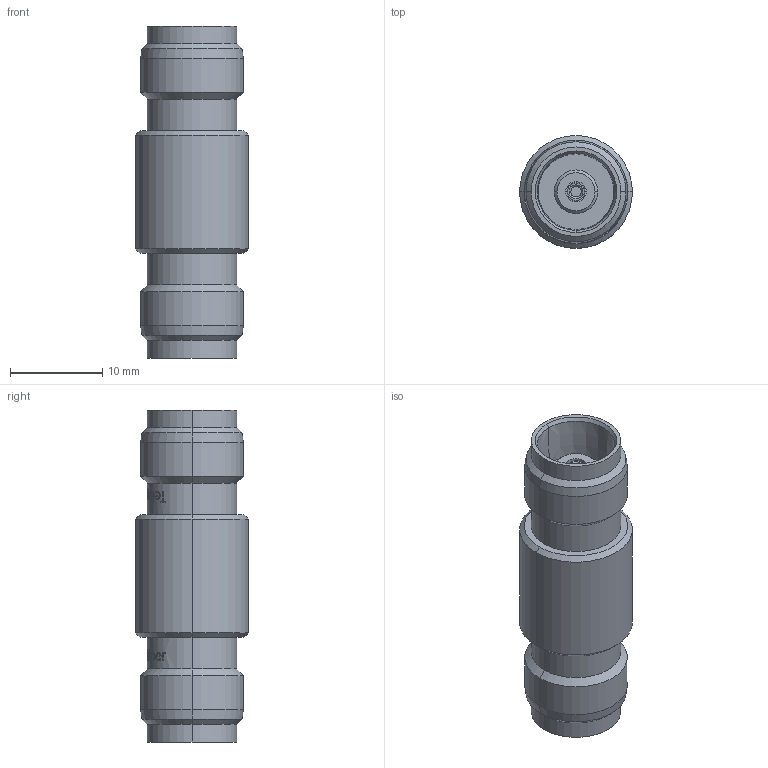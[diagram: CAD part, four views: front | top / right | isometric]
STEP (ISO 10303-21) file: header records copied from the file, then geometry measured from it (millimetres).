
FILE_DESCRIPTION (( 'STEP AP214' ), '1' );
FILE_NAME ('J01014A2618.STEP', '2018-11-20T15:19:17', ( '' ), ( '' ), 'SwSTEP 2.0', 'SolidWorks 2017', '' );
FILE_SCHEMA (( 'AUTOMOTIVE_DESIGN' ));
Length unit declared in the file: millimetre
Products named in the file (1): J01014A2618
Bounding box: 12.2 x 12.2 x 35.9 mm (x, y, z)
Volume: 2959.1 mm3; surface area: 1849.6 mm2
Topology: 1 solids, 1 shells, 438 faces, 1116 edges, 732 vertices
Faces by surface type: bspline 166, plane 150, cylinder 82, cone 40
Entity records: 28856 total; most frequent: CARTESIAN_POINT 14877, ORIENTED_EDGE 2232, DIRECTION 1316, EDGE_CURVE 1116, VERTEX_POINT 732, B_SPLINE_CURVE_WITH_KNOTS 542, AXIS2_PLACEMENT_3D 493, EDGE_LOOP 490
